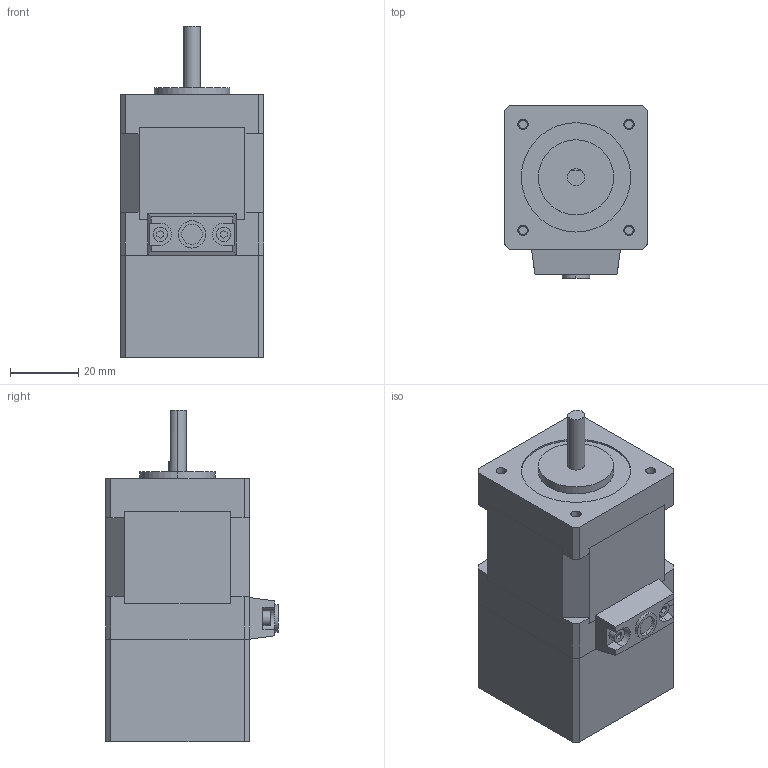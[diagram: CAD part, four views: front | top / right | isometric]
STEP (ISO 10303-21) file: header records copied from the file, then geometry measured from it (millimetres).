
FILE_DESCRIPTION (( 'STEP AP214' ), '1' );
FILE_NAME ('PF545ACM.STEP', '2015-01-19T07:00:48', ( 'j' ), ( '' ), 'SwSTEP 2.0', 'SolidWorks 2011', '' );
FILE_SCHEMA (( 'AUTOMOTIVE_DESIGN' ));
Length unit declared in the file: millimetre
Products named in the file (1): PF545ACM
Bounding box: 42 x 50.5 x 97 mm (x, y, z)
Volume: 136726.9 mm3; surface area: 29025.8 mm2
Topology: 5 solids, 5 shells, 163 faces, 376 edges, 248 vertices
Faces by surface type: plane 107, cylinder 48, torus 8
Entity records: 4690 total; most frequent: DIRECTION 818, CARTESIAN_POINT 788, ORIENTED_EDGE 752, EDGE_CURVE 376, AXIS2_PLACEMENT_3D 278, VECTOR 262, LINE 262, VERTEX_POINT 248
